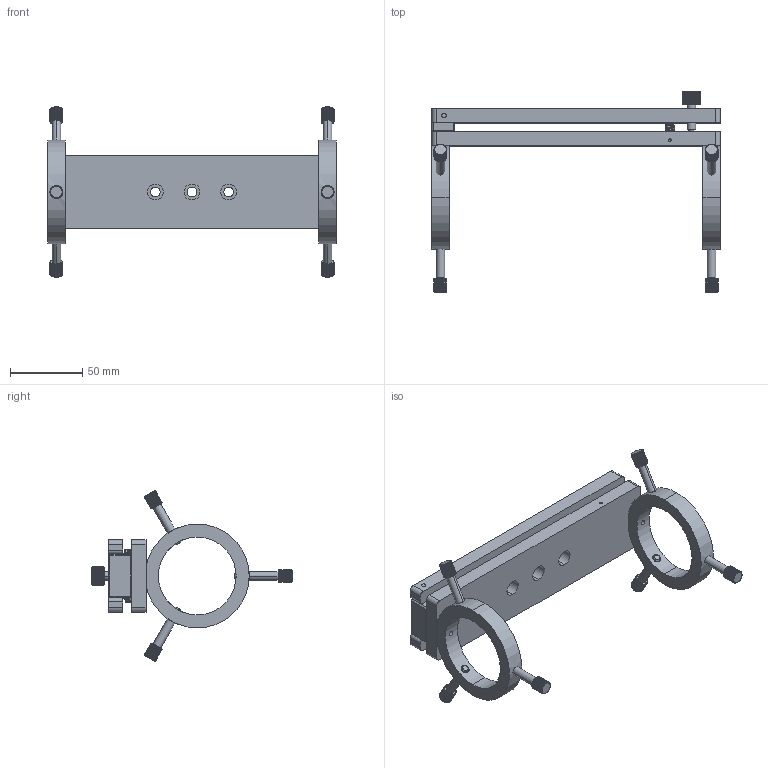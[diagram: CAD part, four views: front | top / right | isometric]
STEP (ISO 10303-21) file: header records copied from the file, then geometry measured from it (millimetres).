
FILE_DESCRIPTION (( 'STEP AP203' ), '1' );
FILE_NAME ('04LMC-1.STEP', '2016-12-20T06:34:36', ( '' ), ( '' ), 'SwSTEP 2.0', 'SolidWorks 2016', '' );
FILE_SCHEMA (( 'CONFIG_CONTROL_DESIGN' ));
Length unit declared in the file: millimetre
Products named in the file (1): 04LMC-1
Bounding box: 200 x 139.25 x 118.32 mm (x, y, z)
Volume: 244814.5 mm3; surface area: 81210.3 mm2
Topology: 17 solids, 17 shells, 1213 faces, 3441 edges, 2272 vertices
Faces by surface type: plane 644, cylinder 494, cone 40, bspline 24, torus 8, sphere 3
Entity records: 48800 total; most frequent: CARTESIAN_POINT 18998, ORIENTED_EDGE 6870, DIRECTION 5417, EDGE_CURVE 3435, VERTEX_POINT 2269, AXIS2_PLACEMENT_3D 2104, B_SPLINE_CURVE_WITH_KNOTS 1292, EDGE_LOOP 1284
